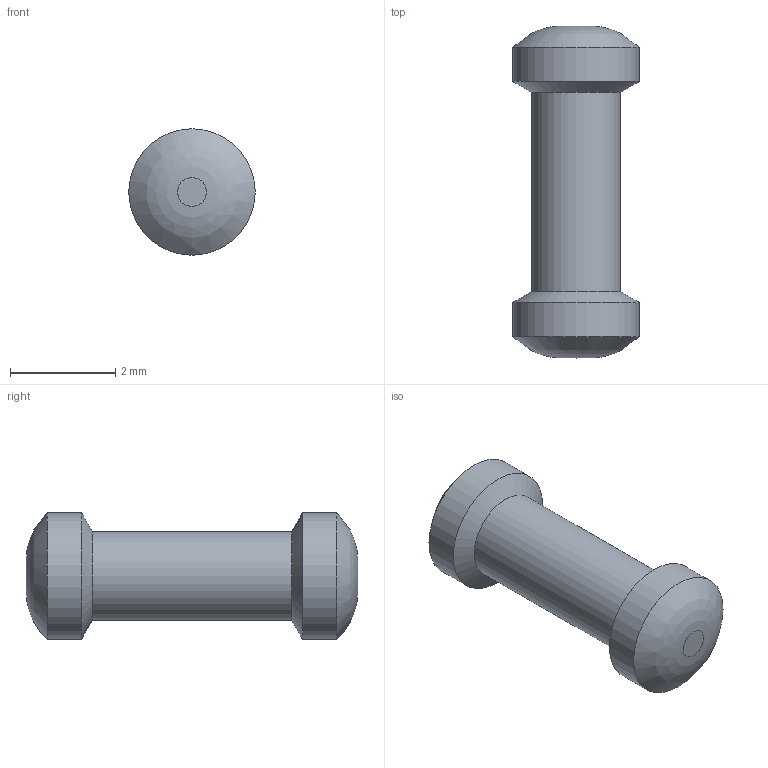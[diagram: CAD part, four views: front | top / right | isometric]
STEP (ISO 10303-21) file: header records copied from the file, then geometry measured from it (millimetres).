
FILE_DESCRIPTION(('FreeCAD Model'),'2;1');
FILE_NAME( 'mfrround.step' ,'2019-07-11T01:11:46',('Author'),(''), 'Open CASCADE STEP processor 7.3','FreeCAD','Unknown');
FILE_SCHEMA(('AUTOMOTIVE_DESIGN { 1 0 10303 214 1 1 1 1 }'));
Length unit declared in the file: millimetre
Products named in the file (1): Body
Bounding box: 2.4 x 6.3 x 2.4 mm (x, y, z)
Volume: 17.9 mm3; surface area: 45.5 mm2
Topology: 1 solids, 1 shells, 9 faces, 15 edges, 8 vertices
Faces by surface type: cylinder 3, cone 2, revolution 2, plane 2
Full cylindrical faces by diameter (mm): 1.68 x1, 2.4 x2
Entity records: 239 total; most frequent: DIRECTION 46, CARTESIAN_POINT 36, ORIENTED_EDGE 30, AXIS2_PLACEMENT_3D 20, EDGE_CURVE 15, CIRCLE 12, ADVANCED_FACE 9, FACE_BOUND 9
